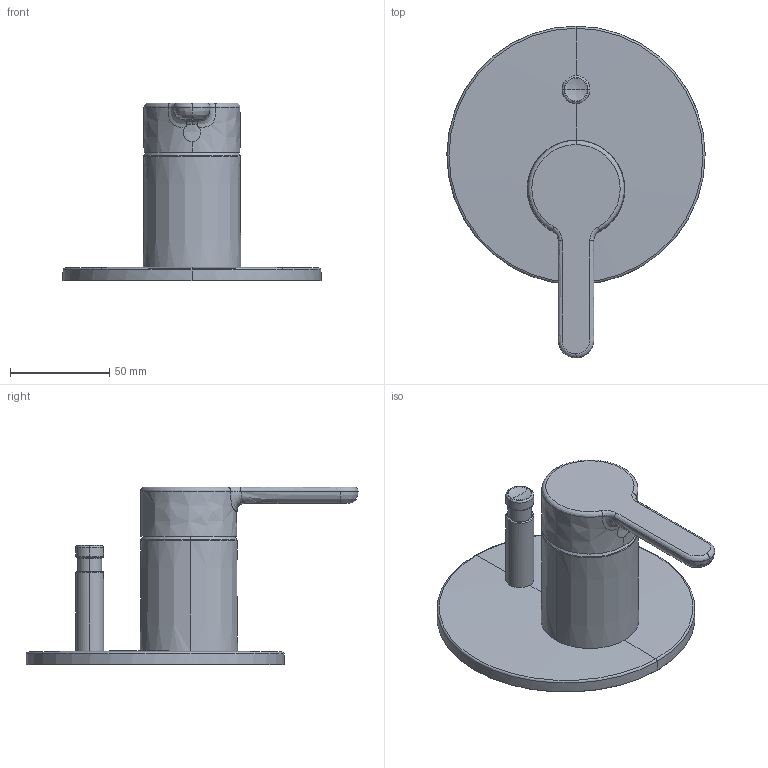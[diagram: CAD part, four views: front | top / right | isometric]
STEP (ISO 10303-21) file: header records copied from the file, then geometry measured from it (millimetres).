
FILE_DESCRIPTION (( 'STEP AP203' ), '1' );
FILE_NAME ('50729003.STEP', '2018-06-06T09:49:16', ( '' ), ( '' ), 'SwSTEP 2.0', 'SolidWorks 2016', '' );
FILE_SCHEMA (( 'CONFIG_CONTROL_DESIGN' ));
Length unit declared in the file: millimetre
Products named in the file (1): 50729003
Bounding box: 130.21 x 167.36 x 89.67 mm (x, y, z)
Volume: 260925.1 mm3; surface area: 46827 mm2
Topology: 1 solids, 1 shells, 58 faces, 132 edges, 79 vertices
Faces by surface type: bspline 22, torus 14, sphere 6, cylinder 6, plane 6, cone 4
Entity records: 3751 total; most frequent: CARTESIAN_POINT 2517, ORIENTED_EDGE 264, DIRECTION 205, EDGE_CURVE 132, AXIS2_PLACEMENT_3D 93, VERTEX_POINT 79, EDGE_LOOP 61, FACE_OUTER_BOUND 58
